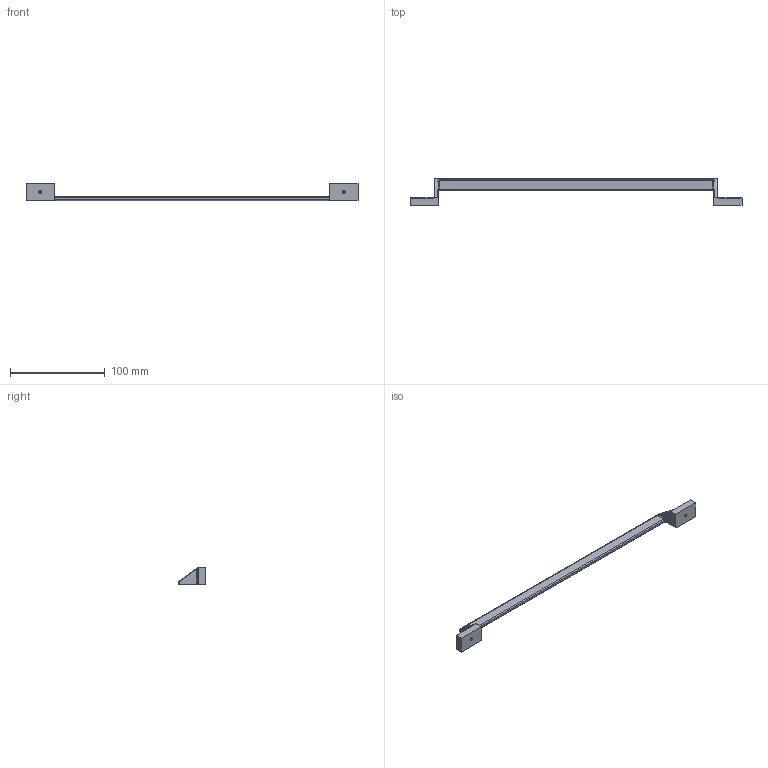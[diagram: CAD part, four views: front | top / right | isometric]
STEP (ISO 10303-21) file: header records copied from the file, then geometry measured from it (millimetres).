
FILE_DESCRIPTION (( 'STEP AP214' ), '1' );
FILE_NAME ('F003129,F003130,F003131_3D.step', '2022-08-15T13:01:57', ( '' ), ( '' ), 'SwSTEP 2.0', 'SolidWorks 2020', '' );
FILE_SCHEMA (( 'AUTOMOTIVE_DESIGN' ));
Length unit declared in the file: millimetre
Products named in the file (1): F003129,F003130,F003131_3D
Bounding box: 350 x 28 x 18 mm (x, y, z)
Volume: 23570.3 mm3; surface area: 13378.2 mm2
Topology: 1 solids, 1 shells, 70 faces, 168 edges, 94 vertices
Faces by surface type: cylinder 31, plane 17, bspline 10, torus 8, cone 4
Entity records: 2188 total; most frequent: CARTESIAN_POINT 629, ORIENTED_EDGE 320, DIRECTION 304, EDGE_CURVE 160, AXIS2_PLACEMENT_3D 113, VERTEX_POINT 94, VECTOR 78, LINE 78
